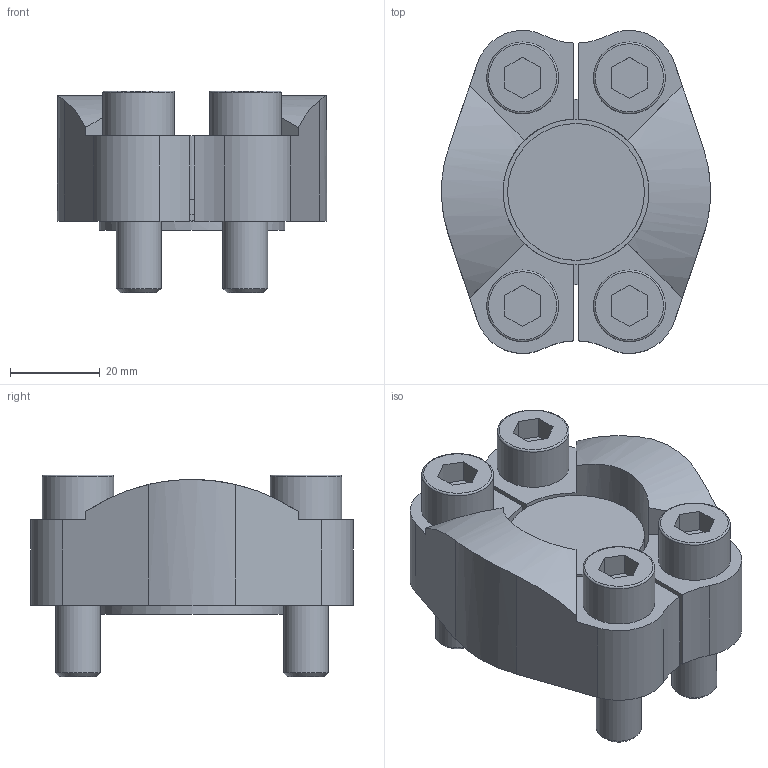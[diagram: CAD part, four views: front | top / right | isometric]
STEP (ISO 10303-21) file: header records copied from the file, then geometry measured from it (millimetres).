
FILE_DESCRIPTION(/* description */ ('STEP AP203'),/* implementation_level */ '2;1');
FILE_NAME(/* name */ 'SAE Blind Flange AFAB 19-6-01',/* time_stamp */ '2023-07-21T09:05:24+02:00',/* author */ ('License CC BY-ND 4.0'),/* organization */ ('CADENAS'),/* preprocessor_version */ 'ST-DEVELOPER v19.3',/* originating_system */ 'PARTsolutions',/* authorisation */ ' ');
FILE_SCHEMA (('CONFIG_CONTROL_DESIGN'));
Length unit declared in the file: millimetre
Products named in the file (1): SAE Blindflansch AFAB 19-6-01
Bounding box: 60 x 71.98 x 45 mm (x, y, z)
Volume: 86490.1 mm3; surface area: 27723.5 mm2
Topology: 1 solids, 3 shells, 111 faces, 250 edges, 161 vertices
Faces by surface type: plane 66, cylinder 34, torus 7, cone 4
Full cylindrical faces by diameter (mm): 10 x4, 11 x4, 16 x4, 24.99 x2, 30.5 x1, 32.05 x2, 41.3 x1
Entity records: 2969 total; most frequent: DIRECTION 522, CARTESIAN_POINT 517, ORIENTED_EDGE 434, EDGE_CURVE 217, AXIS2_PLACEMENT_3D 197, EDGE_LOOP 160, FACE_BOUND 160, VERTEX_POINT 157
